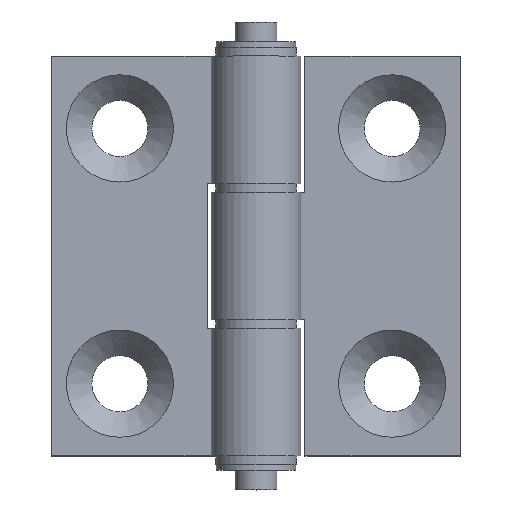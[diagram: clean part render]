
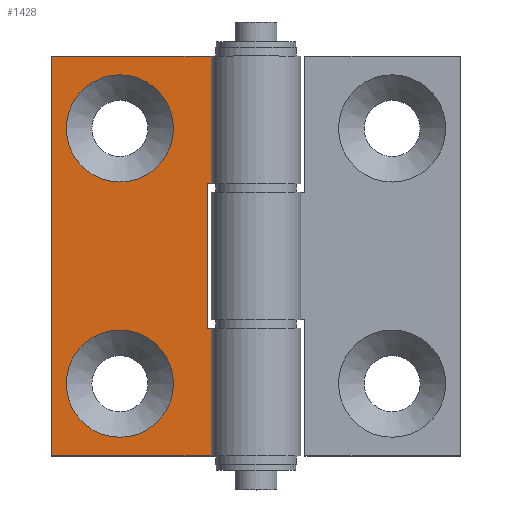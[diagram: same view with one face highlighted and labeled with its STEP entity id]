
A CAD part, top view. The second image highlights one B-rep face of the part: STEP entity #1428.
In plain terms, the highlighted planar face has unit normal (0, 0, 1).
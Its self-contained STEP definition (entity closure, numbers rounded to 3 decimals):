
#67 = VECTOR ( 'NONE', #875, 1000. ) ;
#136 = VERTEX_POINT ( 'NONE', #720 ) ;
#144 = CARTESIAN_POINT ( 'NONE',  ( 0., 0., 3.7 ) ) ;
#161 = CARTESIAN_POINT ( 'NONE',  ( 5.3, -15., 3.7 ) ) ;
#265 = DIRECTION ( 'NONE',  ( 0., 0., 1. ) ) ;
#270 = VECTOR ( 'NONE', #2162, 1000. ) ;
#309 = FACE_OUTER_BOUND ( 'NONE', #1191, .T. ) ;
#325 = VERTEX_POINT ( 'NONE', #1346 ) ;
#332 = ORIENTED_EDGE ( 'NONE', *, *, #2425, .F. ) ;
#364 = DIRECTION ( 'NONE',  ( 0., 0., 1. ) ) ;
#390 = EDGE_LOOP ( 'NONE', ( #332 ) ) ;
#398 = ORIENTED_EDGE ( 'NONE', *, *, #1865, .F. ) ;
#408 = DIRECTION ( 'NONE',  ( 1., 0., 0. ) ) ;
#409 = DIRECTION ( 'NONE',  ( 0., -1., 0. ) ) ;
#447 = DIRECTION ( 'NONE',  ( 1., 0., 0. ) ) ;
#532 = PLANE ( 'NONE',  #1235 ) ;
#541 = VECTOR ( 'NONE', #726, 1000. ) ;
#559 = CARTESIAN_POINT ( 'NONE',  ( -9., -23.5, 3.7 ) ) ;
#626 = VERTEX_POINT ( 'NONE', #1606 ) ;
#628 = CARTESIAN_POINT ( 'NONE',  ( 10.068, -8.5, 3.7 ) ) ;
#635 = LINE ( 'NONE', #1427, #1164 ) ;
#649 = CARTESIAN_POINT ( 'NONE',  ( -1., -15., 3.7 ) ) ;
#691 = ORIENTED_EDGE ( 'NONE', *, *, #1022, .F. ) ;
#720 = CARTESIAN_POINT ( 'NONE',  ( -9., 23.5, 3.7 ) ) ;
#726 = DIRECTION ( 'NONE',  ( -1., 0., 0. ) ) ;
#745 = FACE_BOUND ( 'NONE', #1362, .T. ) ;
#785 = VERTEX_POINT ( 'NONE', #559 ) ;
#810 = VERTEX_POINT ( 'NONE', #2249 ) ;
#875 = DIRECTION ( 'NONE',  ( 0., -1., 0. ) ) ;
#902 = DIRECTION ( 'NONE',  ( 0., 0., 1. ) ) ;
#1002 = EDGE_CURVE ( 'NONE', #2313, #325, #2369, .T. ) ;
#1004 = LINE ( 'NONE', #1208, #270 ) ;
#1012 = EDGE_CURVE ( 'NONE', #136, #785, #1004, .T. ) ;
#1022 = EDGE_CURVE ( 'NONE', #325, #1861, #1386, .T. ) ;
#1036 = CARTESIAN_POINT ( 'NONE',  ( 10.068, -23.5, 3.7 ) ) ;
#1064 = DIRECTION ( 'NONE',  ( 1., 0., 0. ) ) ;
#1073 = VERTEX_POINT ( 'NONE', #628 ) ;
#1083 = DIRECTION ( 'NONE',  ( 1., 0., 0. ) ) ;
#1086 = ORIENTED_EDGE ( 'NONE', *, *, #2350, .F. ) ;
#1088 = ORIENTED_EDGE ( 'NONE', *, *, #1012, .T. ) ;
#1096 = CARTESIAN_POINT ( 'NONE',  ( 9.25, 0., 3.7 ) ) ;
#1143 = VERTEX_POINT ( 'NONE', #1036 ) ;
#1150 = ORIENTED_EDGE ( 'NONE', *, *, #2574, .T. ) ;
#1164 = VECTOR ( 'NONE', #447, 1000. ) ;
#1191 = EDGE_LOOP ( 'NONE', ( #398, #1437, #691, #2100, #1150, #1088, #1922, #1086 ) ) ;
#1208 = CARTESIAN_POINT ( 'NONE',  ( -9., -23.5, 3.7 ) ) ;
#1235 = AXIS2_PLACEMENT_3D ( 'NONE', #144, #364, #1348 ) ;
#1249 = CARTESIAN_POINT ( 'NONE',  ( 10.068, 23.5, 3.7 ) ) ;
#1343 = EDGE_CURVE ( 'NONE', #1711, #1711, #1486, .T. ) ;
#1346 = CARTESIAN_POINT ( 'NONE',  ( 10.068, 8.5, 3.7 ) ) ;
#1348 = DIRECTION ( 'NONE',  ( 1., 0., 0. ) ) ;
#1362 = EDGE_LOOP ( 'NONE', ( #2433 ) ) ;
#1386 = LINE ( 'NONE', #1397, #2321 ) ;
#1397 = CARTESIAN_POINT ( 'NONE',  ( 0., 8.5, 3.7 ) ) ;
#1427 = CARTESIAN_POINT ( 'NONE',  ( 0., -8.5, 3.7 ) ) ;
#1428 = ADVANCED_FACE ( 'NONE', ( #309, #745, #1526 ), #532, .T. ) ;
#1437 = ORIENTED_EDGE ( 'NONE', *, *, #2409, .F. ) ;
#1452 = CARTESIAN_POINT ( 'NONE',  ( -1., 15., 3.7 ) ) ;
#1486 = CIRCLE ( 'NONE', #1814, 6.3 ) ;
#1526 = FACE_BOUND ( 'NONE', #390, .T. ) ;
#1606 = CARTESIAN_POINT ( 'NONE',  ( 5.3, 15., 3.7 ) ) ;
#1609 = LINE ( 'NONE', #2186, #1998 ) ;
#1656 = LINE ( 'NONE', #1096, #67 ) ;
#1684 = DIRECTION ( 'NONE',  ( 0., -1., 0. ) ) ;
#1711 = VERTEX_POINT ( 'NONE', #161 ) ;
#1814 = AXIS2_PLACEMENT_3D ( 'NONE', #649, #902, #1083 ) ;
#1824 = VECTOR ( 'NONE', #1684, 1000. ) ;
#1861 = VERTEX_POINT ( 'NONE', #2412 ) ;
#1865 = EDGE_CURVE ( 'NONE', #810, #1073, #635, .T. ) ;
#1874 = CIRCLE ( 'NONE', #2169, 6.3 ) ;
#1898 = CARTESIAN_POINT ( 'NONE',  ( 10.068, 23.5, 3.7 ) ) ;
#1922 = ORIENTED_EDGE ( 'NONE', *, *, #2224, .T. ) ;
#1998 = VECTOR ( 'NONE', #408, 1000. ) ;
#2100 = ORIENTED_EDGE ( 'NONE', *, *, #1002, .F. ) ;
#2118 = LINE ( 'NONE', #2300, #541 ) ;
#2162 = DIRECTION ( 'NONE',  ( 0., -1., 0. ) ) ;
#2169 = AXIS2_PLACEMENT_3D ( 'NONE', #1452, #265, #1064 ) ;
#2175 = DIRECTION ( 'NONE',  ( -1., 0., 0. ) ) ;
#2186 = CARTESIAN_POINT ( 'NONE',  ( 9., -23.5, 3.7 ) ) ;
#2198 = CARTESIAN_POINT ( 'NONE',  ( 10.068, 23.5, 3.7 ) ) ;
#2224 = EDGE_CURVE ( 'NONE', #785, #1143, #1609, .T. ) ;
#2249 = CARTESIAN_POINT ( 'NONE',  ( 9.25, -8.5, 3.7 ) ) ;
#2300 = CARTESIAN_POINT ( 'NONE',  ( 9., 23.5, 3.7 ) ) ;
#2313 = VERTEX_POINT ( 'NONE', #1898 ) ;
#2321 = VECTOR ( 'NONE', #2175, 1000. ) ;
#2350 = EDGE_CURVE ( 'NONE', #1073, #1143, #2484, .T. ) ;
#2369 = LINE ( 'NONE', #2198, #2533 ) ;
#2409 = EDGE_CURVE ( 'NONE', #1861, #810, #1656, .T. ) ;
#2412 = CARTESIAN_POINT ( 'NONE',  ( 9.25, 8.5, 3.7 ) ) ;
#2425 = EDGE_CURVE ( 'NONE', #626, #626, #1874, .T. ) ;
#2433 = ORIENTED_EDGE ( 'NONE', *, *, #1343, .F. ) ;
#2484 = LINE ( 'NONE', #1249, #1824 ) ;
#2533 = VECTOR ( 'NONE', #409, 1000. ) ;
#2574 = EDGE_CURVE ( 'NONE', #2313, #136, #2118, .T. ) ;
